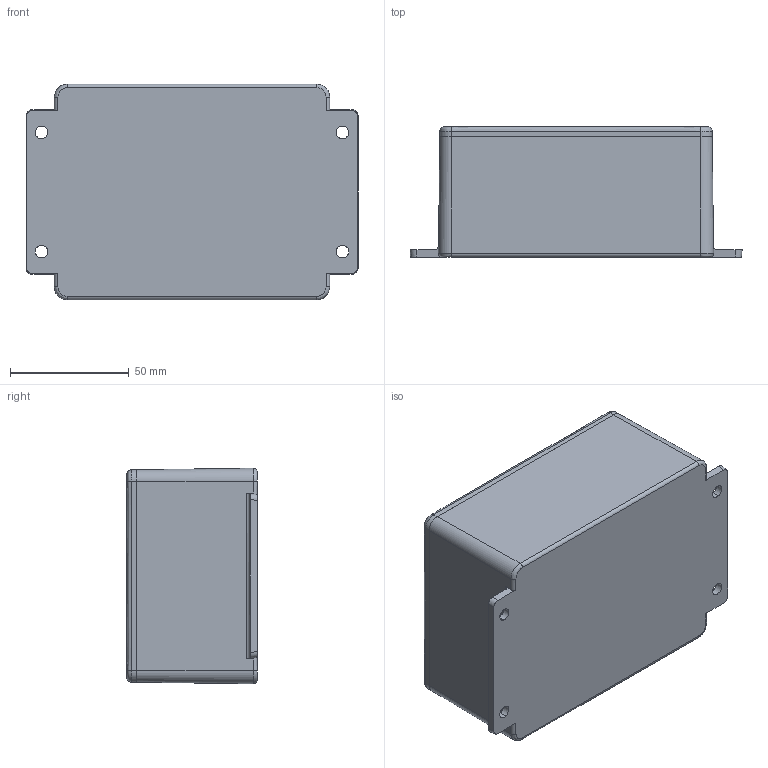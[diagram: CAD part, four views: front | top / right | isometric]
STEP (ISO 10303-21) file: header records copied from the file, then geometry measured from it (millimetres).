
FILE_DESCRIPTION (( 'STEP AP214' ), '1' );
FILE_NAME ('B025MFB.STEP', '2016-11-22T03:51:22', ( '' ), ( '' ), 'SwSTEP 2.0', 'SolidWorks 2014', '' );
FILE_SCHEMA (( 'AUTOMOTIVE_DESIGN' ));
Length unit declared in the file: millimetre
Products named in the file (3): B025T; B025MF-BASE; B025MFB
Assembly tree (2 placements, depth 2):
  B025MFB
    B025MF-BASE
    B025T
Bounding box: 140.03 x 54.98 x 90.92 mm (x, y, z)
Volume: 103489.3 mm3; surface area: 91096 mm2
Topology: 2 solids, 2 shells, 303 faces, 848 edges, 552 vertices
Faces by surface type: bspline 154, plane 135, cylinder 14
Entity records: 15188 total; most frequent: CARTESIAN_POINT 5732, ORIENTED_EDGE 1696, EDGE_CURVE 848, DIRECTION 812, VERTEX_POINT 552, VECTOR 448, LINE 448, EDGE_LOOP 322
